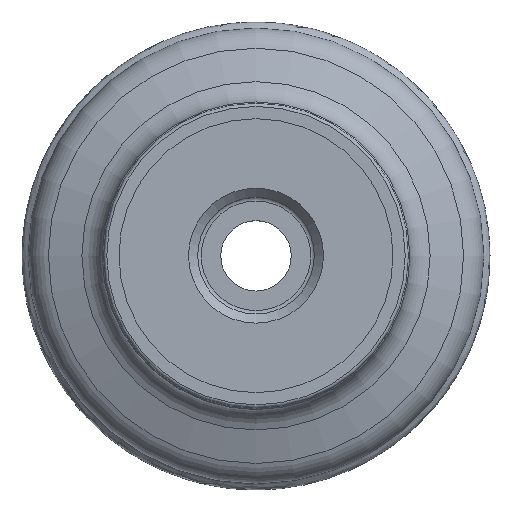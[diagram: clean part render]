
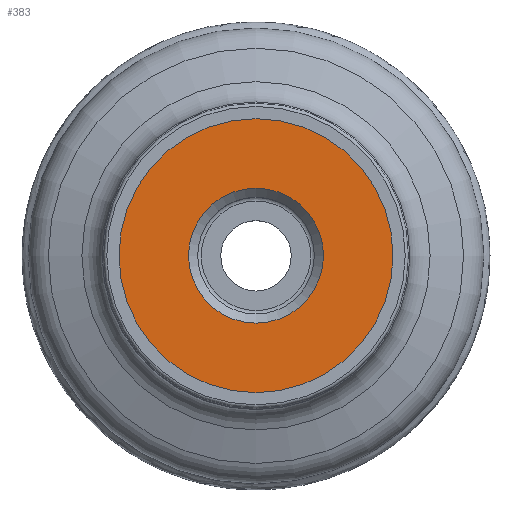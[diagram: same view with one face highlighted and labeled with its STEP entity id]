
A CAD part, top view. The second image highlights one B-rep face of the part: STEP entity #383.
In plain terms, the highlighted planar face has unit normal (0, 0, 1).
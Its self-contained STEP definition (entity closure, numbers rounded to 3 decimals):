
#110=PLANE('',#681);
#185=EDGE_LOOP('',(#257));
#186=EDGE_LOOP('',(#258));
#257=ORIENTED_EDGE('',*,*,#286,.T.);
#258=ORIENTED_EDGE('',*,*,#290,.F.);
#286=EDGE_CURVE('',#485,#485,#322,.T.);
#290=EDGE_CURVE('',#489,#489,#326,.T.);
#322=CIRCLE('',#656,22.392);
#326=CIRCLE('',#662,11.03);
#383=ADVANCED_FACE('SU_1',(#454,#455),#110,.F.);
#454=FACE_BOUND('',#185,.T.);
#455=FACE_BOUND('',#186,.T.);
#485=VERTEX_POINT('',#8090);
#489=VERTEX_POINT('',#8100);
#656=AXIS2_PLACEMENT_3D('',#8089,#797,#798);
#662=AXIS2_PLACEMENT_3D('',#8099,#809,#810);
#681=AXIS2_PLACEMENT_3D('',#8127,#847,#848);
#797=DIRECTION('',(0.,0.,1.));
#798=DIRECTION('',(1.,0.,0.));
#809=DIRECTION('',(0.,0.,1.));
#810=DIRECTION('',(1.,0.,0.));
#847=DIRECTION('',(0.,0.,-1.));
#848=DIRECTION('',(-1.,0.,0.));
#8089=CARTESIAN_POINT('',(0.,0.,0.));
#8090=CARTESIAN_POINT('',(22.392,0.,0.));
#8099=CARTESIAN_POINT('',(0.,0.,0.));
#8100=CARTESIAN_POINT('',(11.03,0.,0.));
#8127=CARTESIAN_POINT('',(-24.892,0.,0.));
